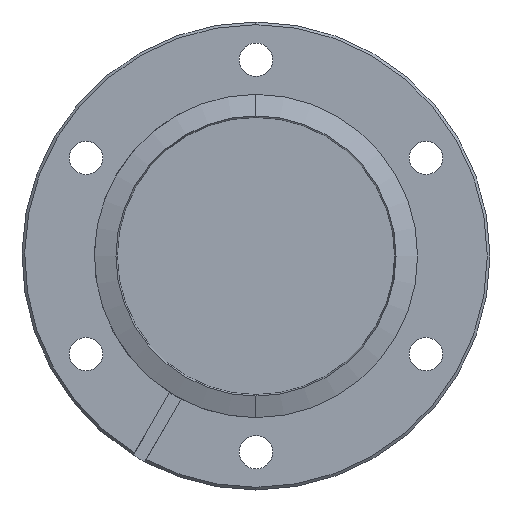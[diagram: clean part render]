
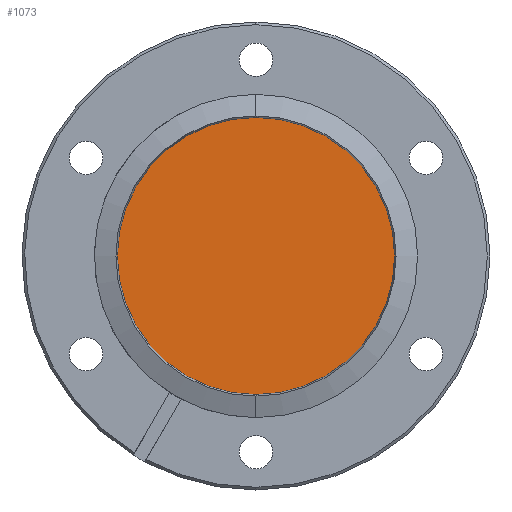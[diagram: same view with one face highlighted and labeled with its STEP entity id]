
A CAD part, front view. The second image highlights one B-rep face of the part: STEP entity #1073.
In plain terms, the highlighted planar face has unit normal (0, -1, 0).
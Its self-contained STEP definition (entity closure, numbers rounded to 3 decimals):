
#380 = DIRECTION ( 'NONE',  ( 0., 0., 1. ) ) ;
#383 = CARTESIAN_POINT ( 'NONE',  ( 0., -8.3, -20.732 ) ) ;
#384 = DIRECTION ( 'NONE',  ( 0., 1., 0. ) ) ;
#387 = CARTESIAN_POINT ( 'NONE',  ( 0., -8.3, 0. ) ) ;
#405 = EDGE_LOOP ( 'NONE', ( #763, #1422 ) ) ;
#434 = EDGE_CURVE ( 'NONE', #769, #856, #975, .T. ) ;
#498 = CARTESIAN_POINT ( 'NONE',  ( 0., -8.3, 20.732 ) ) ;
#563 = AXIS2_PLACEMENT_3D ( 'NONE', #616, #610, #601 ) ;
#569 = DIRECTION ( 'NONE',  ( 0., 0., -1. ) ) ;
#601 = DIRECTION ( 'NONE',  ( 0., 0., 1. ) ) ;
#610 = DIRECTION ( 'NONE',  ( 0., 1., 0. ) ) ;
#616 = CARTESIAN_POINT ( 'NONE',  ( 0., -8.3, 0. ) ) ;
#751 = CARTESIAN_POINT ( 'NONE',  ( 0., -8.3, 20.732 ) ) ;
#763 = ORIENTED_EDGE ( 'NONE', *, *, #1486, .F. ) ;
#765 = AXIS2_PLACEMENT_3D ( 'NONE', #751, #1378, #569 ) ;
#769 = VERTEX_POINT ( 'NONE', #498 ) ;
#856 = VERTEX_POINT ( 'NONE', #383 ) ;
#975 = CIRCLE ( 'NONE', #1249, 20.732 ) ;
#1073 = ADVANCED_FACE ( 'NONE', ( #1375 ), #1139, .T. ) ;
#1139 = PLANE ( 'NONE',  #765 ) ;
#1249 = AXIS2_PLACEMENT_3D ( 'NONE', #387, #384, #380 ) ;
#1350 = CIRCLE ( 'NONE', #563, 20.732 ) ;
#1375 = FACE_OUTER_BOUND ( 'NONE', #405, .T. ) ;
#1378 = DIRECTION ( 'NONE',  ( 0., -1., 0. ) ) ;
#1422 = ORIENTED_EDGE ( 'NONE', *, *, #434, .F. ) ;
#1486 = EDGE_CURVE ( 'NONE', #856, #769, #1350, .T. ) ;
